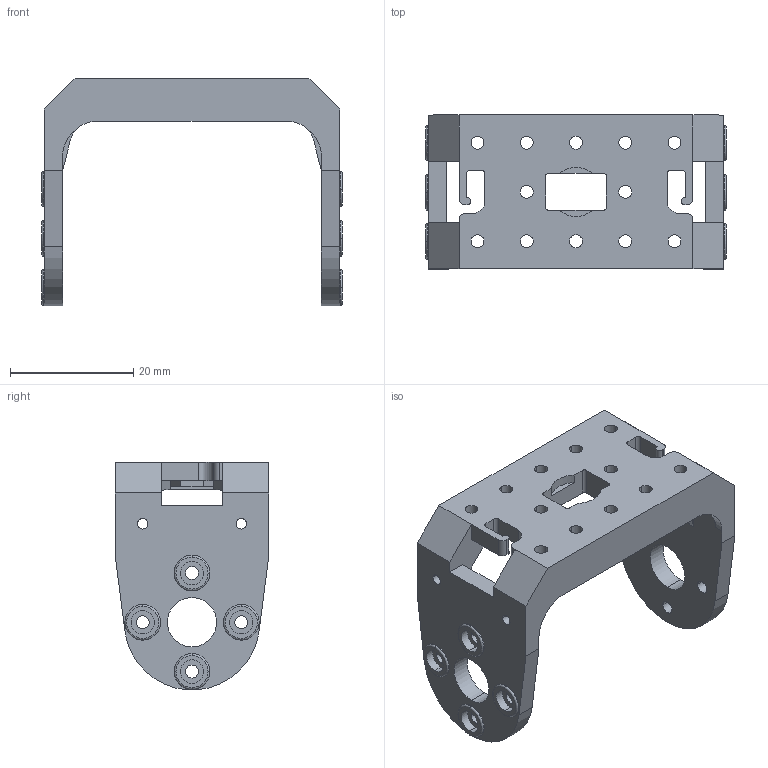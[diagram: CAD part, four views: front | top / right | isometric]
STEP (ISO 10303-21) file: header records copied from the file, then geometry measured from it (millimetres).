
FILE_DESCRIPTION((''),'2;1');
FILE_NAME('F2','2010-04-09T',('JANG WOOK'),(''),'PRO/ENGINEER BY PARAMETRIC TECHNOLOGY CORPORATION, 2009060','PRO/ENGINEER BY PARAMETRIC TECHNOLOGY CORPORATION, 2009060','');
FILE_SCHEMA(('CONFIG_CONTROL_DESIGN'));
Length unit declared in the file: millimetre
Products named in the file (1): F2
Bounding box: 48.8 x 25 x 36.96 mm (x, y, z)
Volume: 7291.5 mm3; surface area: 7627.1 mm2
Topology: 1 solids, 1 shells, 406 faces, 1138 edges, 752 vertices
Faces by surface type: plane 270, cylinder 120, torus 16
Entity records: 13192 total; most frequent: CARTESIAN_POINT 2316, ORIENTED_EDGE 2276, DIRECTION 2214, EDGE_CURVE 1138, VECTOR 858, LINE 858, VERTEX_POINT 752, AXIS2_PLACEMENT_3D 678
